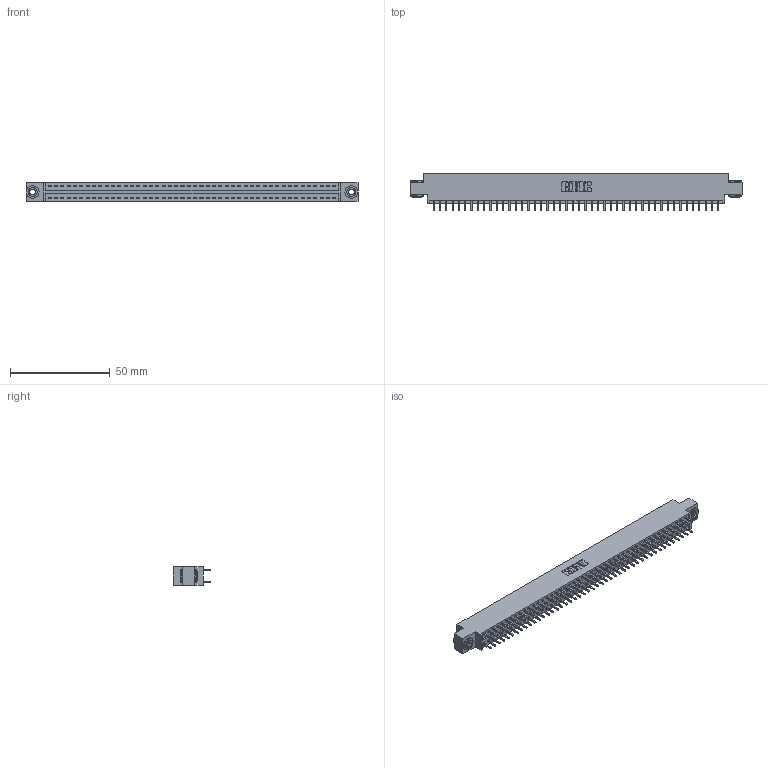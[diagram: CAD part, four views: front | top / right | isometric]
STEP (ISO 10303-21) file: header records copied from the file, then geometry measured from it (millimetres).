
FILE_DESCRIPTION (( 'STEP AP203' ), '1' );
FILE_NAME ('346-092-521-803.STEP', '2022-05-26T06:25:46', ( '' ), ( '' ), 'SwSTEP 2.0', 'SolidWorks 2020', '' );
FILE_SCHEMA (( 'CONFIG_CONTROL_DESIGN' ));
Length unit declared in the file: inch
Products named in the file (4): 346-092-521-803; 345-292-001_345-293-121; 345-250-002_345-250-002-102; 346 Part_0.170 Offset - 0.156 Dia-TH
Assembly tree (95 placements, depth 2):
  346-092-521-803
    346 Part_0.170 Offset - 0.156 Dia-TH
    345-292-001_345-293-121  x92
    345-250-002_345-250-002-102  x2
Bounding box: 166.62 x 19.05 x 9.4 mm (x, y, z)
Volume: 16088.1 mm3; surface area: 22352.6 mm2
Topology: 95 solids, 95 shells, 4962 faces, 14713 edges, 9682 vertices
Faces by surface type: plane 3324, cylinder 1630, cone 8
Entity records: 30698 total; most frequent: CARTESIAN_POINT 5037, ORIENTED_EDGE 4962, DIRECTION 4519, EDGE_CURVE 2481, LINE 2141, VECTOR 2141, VERTEX_POINT 1650, AXIS2_PLACEMENT_3D 1189
